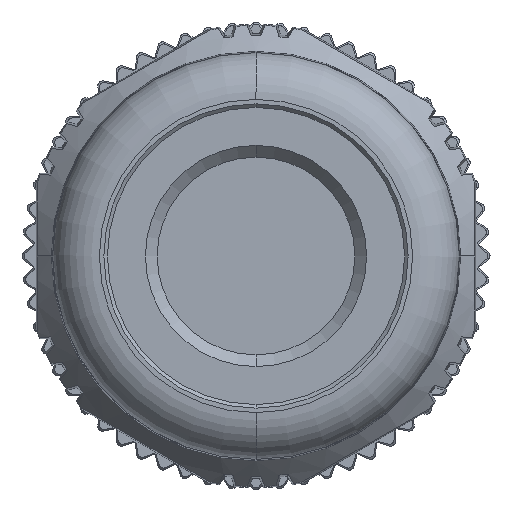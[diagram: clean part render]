
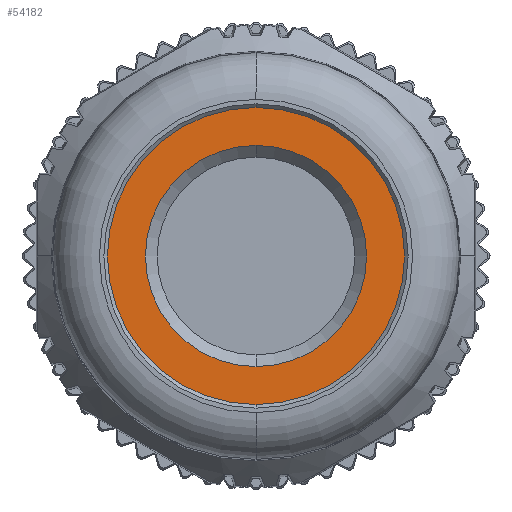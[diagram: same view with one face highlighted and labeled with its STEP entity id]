
A CAD part, front view. The second image highlights one B-rep face of the part: STEP entity #54182.
In plain terms, the highlighted planar face has unit normal (0, -1, 0).
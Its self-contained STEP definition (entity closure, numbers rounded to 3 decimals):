
#16939=CARTESIAN_POINT('',(0.,-51.2,0.));
#16940=DIRECTION('',(0.,1.,0.));
#16941=DIRECTION('',(0.,0.,-1.));
#16942=AXIS2_PLACEMENT_3D('',#16939,#16940,#16941);
#16944=CARTESIAN_POINT('',(0.,-51.2,0.));
#16945=DIRECTION('',(0.,1.,0.));
#16946=DIRECTION('',(0.,0.,1.));
#16947=AXIS2_PLACEMENT_3D('',#16944,#16945,#16946);
#16949=CARTESIAN_POINT('',(0.,-51.2,0.));
#16950=DIRECTION('',(0.,-1.,0.));
#16951=DIRECTION('',(0.,0.,1.));
#16952=AXIS2_PLACEMENT_3D('',#16949,#16950,#16951);
#16954=CARTESIAN_POINT('',(0.,-51.2,0.));
#16955=DIRECTION('',(0.,-1.,0.));
#16956=DIRECTION('',(0.,0.,-1.));
#16957=AXIS2_PLACEMENT_3D('',#16954,#16955,#16956);
#31883=CARTESIAN_POINT('',(0.,-51.2,6.35));
#31884=VERTEX_POINT('',#31883);
#31885=CARTESIAN_POINT('',(0.,-51.2,-6.35));
#31886=VERTEX_POINT('',#31885);
#31887=CARTESIAN_POINT('',(0.,-51.2,4.725));
#31888=CARTESIAN_POINT('',(0.,-51.2,-4.725));
#31889=VERTEX_POINT('',#31887);
#31890=VERTEX_POINT('',#31888);
#54167=CARTESIAN_POINT('',(0.,-51.2,0.));
#54168=DIRECTION('',(0.,-1.,0.));
#54169=DIRECTION('',(0.,0.,-1.));
#54170=AXIS2_PLACEMENT_3D('',#54167,#54168,#54169);
#54171=PLANE('',#54170);
#54172=ORIENTED_EDGE('',*,*,#54147,.T.);
#54173=ORIENTED_EDGE('',*,*,#54161,.T.);
#54174=EDGE_LOOP('',(#54172,#54173));
#54175=FACE_OUTER_BOUND('',#54174,.F.);
#54177=ORIENTED_EDGE('',*,*,#54176,.T.);
#54179=ORIENTED_EDGE('',*,*,#54178,.T.);
#54180=EDGE_LOOP('',(#54177,#54179));
#54181=FACE_BOUND('',#54180,.F.);
#54182=ADVANCED_FACE('',(#54175,#54181),#54171,.T.);
#16943=CIRCLE('',#16942,6.35);
#16948=CIRCLE('',#16947,6.35);
#16953=CIRCLE('',#16952,4.725);
#16958=CIRCLE('',#16957,4.725);
#54147=EDGE_CURVE('',#31886,#31884,#16943,.T.);
#54161=EDGE_CURVE('',#31884,#31886,#16948,.T.);
#54176=EDGE_CURVE('',#31889,#31890,#16953,.T.);
#54178=EDGE_CURVE('',#31890,#31889,#16958,.T.);
